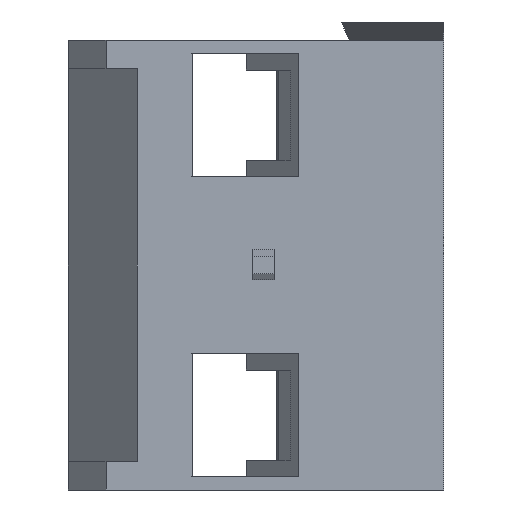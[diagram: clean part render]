
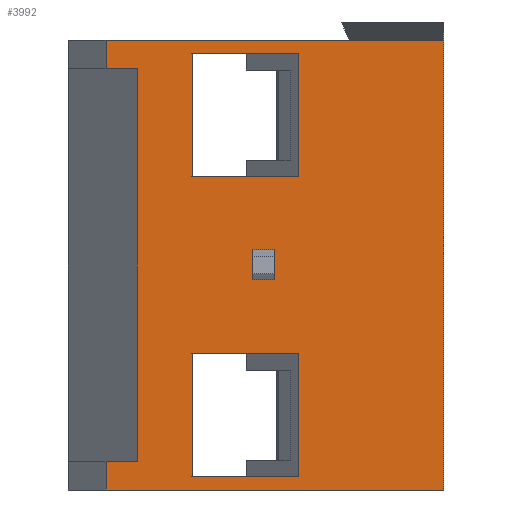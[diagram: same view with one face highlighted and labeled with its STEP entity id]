
A CAD part, front view. The second image highlights one B-rep face of the part: STEP entity #3992.
In plain terms, the highlighted planar face has unit normal (0, -1, 0).
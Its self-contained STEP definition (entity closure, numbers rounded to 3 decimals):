
#88=ORIENTED_EDGE('',*,*,#959,.T.);
#89=ORIENTED_EDGE('',*,*,#960,.F.);
#90=ORIENTED_EDGE('',*,*,#961,.T.);
#91=ORIENTED_EDGE('',*,*,#962,.T.);
#92=ORIENTED_EDGE('',*,*,#963,.T.);
#93=ORIENTED_EDGE('',*,*,#964,.T.);
#94=ORIENTED_EDGE('',*,*,#965,.T.);
#95=ORIENTED_EDGE('',*,*,#941,.F.);
#96=ORIENTED_EDGE('',*,*,#966,.F.);
#97=ORIENTED_EDGE('',*,*,#967,.F.);
#98=ORIENTED_EDGE('',*,*,#968,.F.);
#99=ORIENTED_EDGE('',*,*,#969,.T.);
#100=ORIENTED_EDGE('',*,*,#970,.T.);
#101=ORIENTED_EDGE('',*,*,#971,.F.);
#102=ORIENTED_EDGE('',*,*,#972,.F.);
#103=ORIENTED_EDGE('',*,*,#973,.F.);
#104=ORIENTED_EDGE('',*,*,#974,.F.);
#105=ORIENTED_EDGE('',*,*,#975,.T.);
#106=ORIENTED_EDGE('',*,*,#976,.F.);
#107=ORIENTED_EDGE('',*,*,#977,.T.);
#941=EDGE_CURVE('',#1377,#1378,#1669,.T.);
#959=EDGE_CURVE('',#1377,#1394,#1686,.T.);
#960=EDGE_CURVE('',#1395,#1394,#1687,.T.);
#961=EDGE_CURVE('',#1395,#1396,#1688,.T.);
#962=EDGE_CURVE('',#1396,#1397,#1689,.T.);
#963=EDGE_CURVE('',#1397,#1398,#1690,.T.);
#964=EDGE_CURVE('',#1398,#1399,#1691,.T.);
#965=EDGE_CURVE('',#1399,#1378,#1692,.T.);
#966=EDGE_CURVE('',#1400,#1401,#1693,.T.);
#967=EDGE_CURVE('',#1402,#1400,#1694,.T.);
#968=EDGE_CURVE('',#1403,#1402,#1695,.T.);
#969=EDGE_CURVE('',#1403,#1401,#1696,.T.);
#970=EDGE_CURVE('',#1404,#1405,#1697,.T.);
#971=EDGE_CURVE('',#1406,#1405,#1698,.T.);
#972=EDGE_CURVE('',#1407,#1406,#1699,.T.);
#973=EDGE_CURVE('',#1404,#1407,#1700,.T.);
#974=EDGE_CURVE('',#1408,#1409,#1701,.T.);
#975=EDGE_CURVE('',#1408,#1410,#1702,.T.);
#976=EDGE_CURVE('',#1411,#1410,#1703,.T.);
#977=EDGE_CURVE('',#1411,#1409,#1704,.T.);
#1377=VERTEX_POINT('',#5109);
#1378=VERTEX_POINT('',#5110);
#1394=VERTEX_POINT('',#5146);
#1395=VERTEX_POINT('',#5148);
#1396=VERTEX_POINT('',#5150);
#1397=VERTEX_POINT('',#5152);
#1398=VERTEX_POINT('',#5154);
#1399=VERTEX_POINT('',#5156);
#1400=VERTEX_POINT('',#5159);
#1401=VERTEX_POINT('',#5160);
#1402=VERTEX_POINT('',#5162);
#1403=VERTEX_POINT('',#5164);
#1404=VERTEX_POINT('',#5167);
#1405=VERTEX_POINT('',#5168);
#1406=VERTEX_POINT('',#5170);
#1407=VERTEX_POINT('',#5172);
#1408=VERTEX_POINT('',#5175);
#1409=VERTEX_POINT('',#5176);
#1410=VERTEX_POINT('',#5178);
#1411=VERTEX_POINT('',#5180);
#1669=LINE('',#5108,#2071);
#1686=LINE('',#5145,#2088);
#1687=LINE('',#5147,#2089);
#1688=LINE('',#5149,#2090);
#1689=LINE('',#5151,#2091);
#1690=LINE('',#5153,#2092);
#1691=LINE('',#5155,#2093);
#1692=LINE('',#5157,#2094);
#1693=LINE('',#5158,#2095);
#1694=LINE('',#5161,#2096);
#1695=LINE('',#5163,#2097);
#1696=LINE('',#5165,#2098);
#1697=LINE('',#5166,#2099);
#1698=LINE('',#5169,#2100);
#1699=LINE('',#5171,#2101);
#1700=LINE('',#5173,#2102);
#1701=LINE('',#5174,#2103);
#1702=LINE('',#5177,#2104);
#1703=LINE('',#5179,#2105);
#1704=LINE('',#5181,#2106);
#2071=VECTOR('',#4336,1000.);
#2088=VECTOR('',#4359,1000.);
#2089=VECTOR('',#4360,1000.);
#2090=VECTOR('',#4361,1000.);
#2091=VECTOR('',#4362,1000.);
#2092=VECTOR('',#4363,1000.);
#2093=VECTOR('',#4364,1000.);
#2094=VECTOR('',#4365,1000.);
#2095=VECTOR('',#4366,1000.);
#2096=VECTOR('',#4367,1000.);
#2097=VECTOR('',#4368,1000.);
#2098=VECTOR('',#4369,1000.);
#2099=VECTOR('',#4370,1000.);
#2100=VECTOR('',#4371,1000.);
#2101=VECTOR('',#4372,1000.);
#2102=VECTOR('',#4373,1000.);
#2103=VECTOR('',#4374,1000.);
#2104=VECTOR('',#4375,1000.);
#2105=VECTOR('',#4376,1000.);
#2106=VECTOR('',#4377,1000.);
#2475=EDGE_LOOP('',(#88,#89,#90,#91,#92,#93,#94,#95));
#2476=EDGE_LOOP('',(#96,#97,#98,#99));
#2477=EDGE_LOOP('',(#100,#101,#102,#103));
#2478=EDGE_LOOP('',(#104,#105,#106,#107));
#2637=FACE_BOUND('',#2475,.T.);
#2638=FACE_BOUND('',#2476,.T.);
#2639=FACE_BOUND('',#2477,.T.);
#2640=FACE_BOUND('',#2478,.T.);
#2799=PLANE('',#4150);
#3992=ADVANCED_FACE('',(#2637,#2638,#2639,#2640),#2799,.T.);
#4150=AXIS2_PLACEMENT_3D('',#5144,#4357,#4358);
#4336=DIRECTION('',(1.,0.,0.));
#4357=DIRECTION('',(0.,-1.,0.));
#4358=DIRECTION('',(0.,0.,1.));
#4359=DIRECTION('',(0.,0.,-1.));
#4360=DIRECTION('',(-1.,0.,0.));
#4361=DIRECTION('',(0.,0.,-1.));
#4362=DIRECTION('',(-1.,0.,0.));
#4363=DIRECTION('',(0.,0.,-1.));
#4364=DIRECTION('',(1.,0.,0.));
#4365=DIRECTION('',(0.,0.,1.));
#4366=DIRECTION('',(0.,0.,-1.));
#4367=DIRECTION('',(-1.,0.,0.));
#4368=DIRECTION('',(0.,0.,1.));
#4369=DIRECTION('',(-1.,0.,0.));
#4370=DIRECTION('',(0.,0.,-1.));
#4371=DIRECTION('',(1.,0.,0.));
#4372=DIRECTION('',(0.,0.,-1.));
#4373=DIRECTION('',(-1.,0.,0.));
#4374=DIRECTION('',(0.,0.,-1.));
#4375=DIRECTION('',(1.,0.,0.));
#4376=DIRECTION('',(0.,0.,1.));
#4377=DIRECTION('',(-1.,0.,0.));
#5108=CARTESIAN_POINT('',(-12.5,0.,15.));
#5109=CARTESIAN_POINT('',(-11.25,0.,15.));
#5110=CARTESIAN_POINT('',(0.,0.,15.));
#5144=CARTESIAN_POINT('',(-5.658,0.,10.904));
#5145=CARTESIAN_POINT('',(-11.25,0.,13.92));
#5146=CARTESIAN_POINT('',(-11.25,0.,14.04));
#5147=CARTESIAN_POINT('',(-12.5,0.,14.04));
#5148=CARTESIAN_POINT('',(-10.203,0.,14.04));
#5149=CARTESIAN_POINT('',(-10.203,0.,4.88));
#5150=CARTESIAN_POINT('',(-10.203,0.,0.96));
#5151=CARTESIAN_POINT('',(-12.5,0.,0.96));
#5152=CARTESIAN_POINT('',(-11.25,0.,0.96));
#5153=CARTESIAN_POINT('',(-11.25,0.,-0.12));
#5154=CARTESIAN_POINT('',(-11.25,0.,0.));
#5155=CARTESIAN_POINT('',(-12.5,0.,0.));
#5156=CARTESIAN_POINT('',(0.,0.,0.));
#5157=CARTESIAN_POINT('',(0.,0.,9.88));
#5158=CARTESIAN_POINT('',(-8.365,0.,9.96));
#5159=CARTESIAN_POINT('',(-8.365,0.,14.55));
#5160=CARTESIAN_POINT('',(-8.365,0.,10.45));
#5161=CARTESIAN_POINT('',(-12.5,0.,14.55));
#5162=CARTESIAN_POINT('',(-4.829,0.,14.55));
#5163=CARTESIAN_POINT('',(-4.829,0.,9.96));
#5164=CARTESIAN_POINT('',(-4.829,0.,10.45));
#5165=CARTESIAN_POINT('',(-12.5,0.,10.45));
#5166=CARTESIAN_POINT('',(-5.65,0.,4.88));
#5167=CARTESIAN_POINT('',(-5.65,0.,8.));
#5168=CARTESIAN_POINT('',(-5.65,0.,7.));
#5169=CARTESIAN_POINT('',(-12.5,0.,7.));
#5170=CARTESIAN_POINT('',(-6.35,0.,7.));
#5171=CARTESIAN_POINT('',(-6.35,0.,4.88));
#5172=CARTESIAN_POINT('',(-6.35,0.,8.));
#5173=CARTESIAN_POINT('',(-12.5,0.,8.));
#5174=CARTESIAN_POINT('',(-8.365,0.,-0.04));
#5175=CARTESIAN_POINT('',(-8.365,0.,4.55));
#5176=CARTESIAN_POINT('',(-8.365,0.,0.45));
#5177=CARTESIAN_POINT('',(-12.5,0.,4.55));
#5178=CARTESIAN_POINT('',(-4.829,0.,4.55));
#5179=CARTESIAN_POINT('',(-4.829,0.,-0.04));
#5180=CARTESIAN_POINT('',(-4.829,0.,0.45));
#5181=CARTESIAN_POINT('',(-12.5,0.,0.45));
